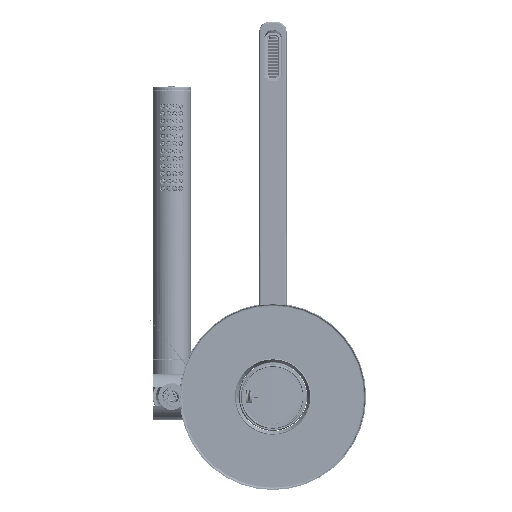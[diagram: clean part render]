
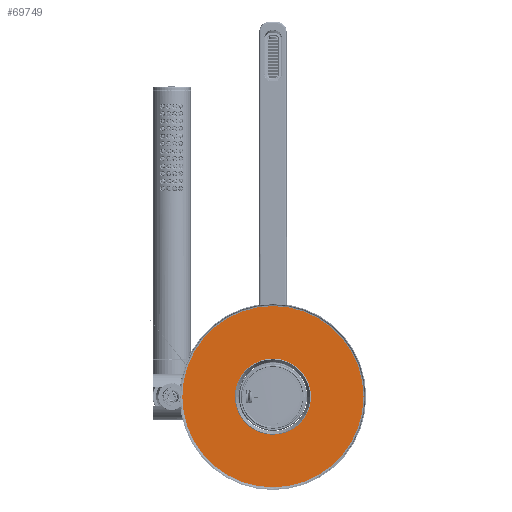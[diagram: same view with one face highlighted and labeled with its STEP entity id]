
A CAD part, front view. The second image highlights one B-rep face of the part: STEP entity #69749.
In plain terms, the highlighted planar face has unit normal (0, -1, 0).
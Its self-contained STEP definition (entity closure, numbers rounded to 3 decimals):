
#9029=FACE_BOUND('',#14857,.T.);
#9543=PLANE('',#74455);
#10761=FACE_OUTER_BOUND('',#14856,.T.);
#14856=EDGE_LOOP('',(#48602,#48603));
#14857=EDGE_LOOP('',(#48604,#48605));
#26377=CIRCLE('',#74448,66.5);
#26378=CIRCLE('',#74449,66.5);
#26383=CIRCLE('',#74456,26.25);
#26384=CIRCLE('',#74457,26.25);
#30286=VERTEX_POINT('',#103941);
#30287=VERTEX_POINT('',#103943);
#30291=VERTEX_POINT('',#103956);
#30292=VERTEX_POINT('',#103957);
#37331=EDGE_CURVE('',#30286,#30287,#26377,.T.);
#37332=EDGE_CURVE('',#30287,#30286,#26378,.T.);
#37338=EDGE_CURVE('',#30291,#30292,#26383,.T.);
#37339=EDGE_CURVE('',#30292,#30291,#26384,.T.);
#48602=ORIENTED_EDGE('',*,*,#37332,.F.);
#48603=ORIENTED_EDGE('',*,*,#37331,.F.);
#48604=ORIENTED_EDGE('',*,*,#37338,.F.);
#48605=ORIENTED_EDGE('',*,*,#37339,.F.);
#69749=ADVANCED_FACE('',(#10761,#9029),#9543,.T.);
#74448=AXIS2_PLACEMENT_3D('',#103944,#82118,#82119);
#74449=AXIS2_PLACEMENT_3D('',#103945,#82120,#82121);
#74455=AXIS2_PLACEMENT_3D('',#103955,#82133,#82134);
#74456=AXIS2_PLACEMENT_3D('',#103958,#82135,#82136);
#74457=AXIS2_PLACEMENT_3D('',#103959,#82137,#82138);
#82118=DIRECTION('center_axis',(0.,1.,0.));
#82119=DIRECTION('ref_axis',(-1.,0.,0.));
#82120=DIRECTION('center_axis',(0.,1.,0.));
#82121=DIRECTION('ref_axis',(-1.,0.,0.));
#82133=DIRECTION('center_axis',(0.,-1.,0.));
#82134=DIRECTION('ref_axis',(0.,0.,-1.));
#82135=DIRECTION('center_axis',(0.,-1.,0.));
#82136=DIRECTION('ref_axis',(1.,0.,0.));
#82137=DIRECTION('center_axis',(0.,-1.,0.));
#82138=DIRECTION('ref_axis',(1.,0.,0.));
#103941=CARTESIAN_POINT('',(0.,32.4,66.5));
#103943=CARTESIAN_POINT('',(66.5,32.4,0.));
#103944=CARTESIAN_POINT('Origin',(0.,32.4,0.));
#103945=CARTESIAN_POINT('Origin',(0.,32.4,0.));
#103955=CARTESIAN_POINT('Origin',(47.075,32.4,0.));
#103956=CARTESIAN_POINT('',(26.25,32.4,0.));
#103957=CARTESIAN_POINT('',(0.,32.4,26.25));
#103958=CARTESIAN_POINT('Origin',(0.,32.4,0.));
#103959=CARTESIAN_POINT('Origin',(0.,32.4,0.));
